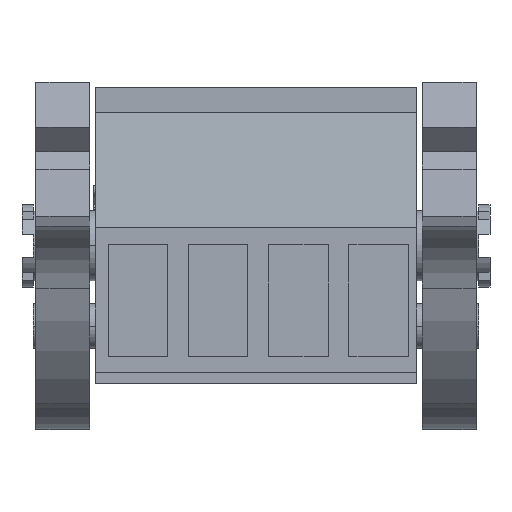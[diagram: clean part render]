
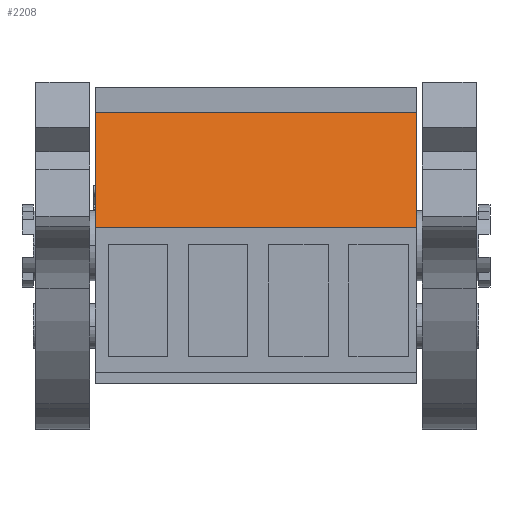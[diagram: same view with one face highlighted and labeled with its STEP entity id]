
A CAD part, top view. The second image highlights one B-rep face of the part: STEP entity #2208.
In plain terms, the highlighted planar face has unit normal (0, 0.205, 0.979).
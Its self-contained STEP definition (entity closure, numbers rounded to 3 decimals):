
#2188=AXIS2_PLACEMENT_3D('Plane Axis2P3D',#2185,#2186,#2187) ;
#112=CARTESIAN_POINT('Vertex',(3.2,8.802,18.1)) ;
#115=CARTESIAN_POINT('Line Origine',(3.2,11.31,17.575)) ;
#119=CARTESIAN_POINT('Vertex',(3.2,13.818,17.05)) ;
#2170=CARTESIAN_POINT('Vertex',(17.2,8.802,18.1)) ;
#2173=CARTESIAN_POINT('Line Origine',(10.2,8.802,18.1)) ;
#2185=CARTESIAN_POINT('Axis2P3D Location',(3.2,8.802,18.1)) ;
#2190=CARTESIAN_POINT('Line Origine',(17.2,11.31,17.575)) ;
#2194=CARTESIAN_POINT('Vertex',(17.2,13.818,17.05)) ;
#2197=CARTESIAN_POINT('Line Origine',(10.2,13.818,17.05)) ;
#116=DIRECTION('Vector Direction',(0.,0.979,-0.205)) ;
#2174=DIRECTION('Vector Direction',(1.,0.,0.)) ;
#2186=DIRECTION('Axis2P3D Direction',(0.,-0.205,-0.979)) ;
#2187=DIRECTION('Axis2P3D XDirection',(0.,0.979,-0.205)) ;
#2191=DIRECTION('Vector Direction',(0.,0.979,-0.205)) ;
#2198=DIRECTION('Vector Direction',(1.,0.,0.)) ;
#117=VECTOR('Line Direction',#116,1.) ;
#2175=VECTOR('Line Direction',#2174,1.) ;
#2192=VECTOR('Line Direction',#2191,1.) ;
#2199=VECTOR('Line Direction',#2198,1.) ;
#2203=ORIENTED_EDGE('',*,*,#121,.F.) ;
#2204=ORIENTED_EDGE('',*,*,#2177,.T.) ;
#2205=ORIENTED_EDGE('',*,*,#2196,.T.) ;
#2206=ORIENTED_EDGE('',*,*,#2201,.F.) ;
#2208=ADVANCED_FACE('HOUSING',(#2207),#2189,.F.) ;
#121=EDGE_CURVE('',#113,#120,#118,.T.) ;
#2177=EDGE_CURVE('',#113,#2171,#2176,.T.) ;
#2196=EDGE_CURVE('',#2171,#2195,#2193,.T.) ;
#2201=EDGE_CURVE('',#120,#2195,#2200,.T.) ;
#2202=EDGE_LOOP('',(#2203,#2204,#2205,#2206)) ;
#2207=FACE_OUTER_BOUND('',#2202,.T.) ;
#118=LINE('Line',#115,#117) ;
#2176=LINE('Line',#2173,#2175) ;
#2193=LINE('Line',#2190,#2192) ;
#2200=LINE('Line',#2197,#2199) ;
#2189=PLANE('',#2188) ;
#113=VERTEX_POINT('',#112) ;
#120=VERTEX_POINT('',#119) ;
#2171=VERTEX_POINT('',#2170) ;
#2195=VERTEX_POINT('',#2194) ;
